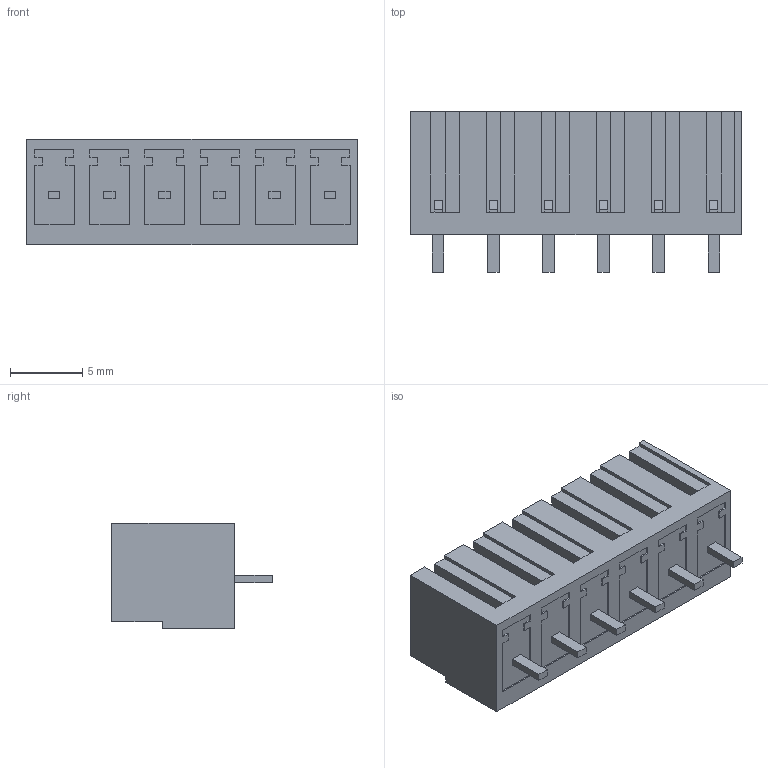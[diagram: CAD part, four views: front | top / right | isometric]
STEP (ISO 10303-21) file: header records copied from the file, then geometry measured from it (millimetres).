
FILE_DESCRIPTION((''),'2;1');
FILE_NAME('C-1776113-6','2016-07-06T',('workeradm'),('Tyco Electronics Ltd.'),'CREO PARAMETRIC BY PTC INC, 2016050','CREO PARAMETRIC BY PTC INC, 2016050','');
FILE_SCHEMA(('AUTOMOTIVE_DESIGN { 1 0 10303 214 1 1 1 1 }'));
Length unit declared in the file: millimetre
Products named in the file (1): C-1776113-6
Bounding box: 22.86 x 11.1 x 7.3 mm (x, y, z)
Volume: 1227.9 mm3; surface area: 1103.8 mm2
Topology: 7 solids, 7 shells, 282 faces, 748 edges, 498 vertices
Faces by surface type: plane 242, cylinder 36, bspline 4
Entity records: 8945 total; most frequent: CARTESIAN_POINT 1809, ORIENTED_EDGE 1496, DIRECTION 1322, EDGE_CURVE 748, VECTOR 618, LINE 618, VERTEX_POINT 498, AXIS2_PLACEMENT_3D 352
